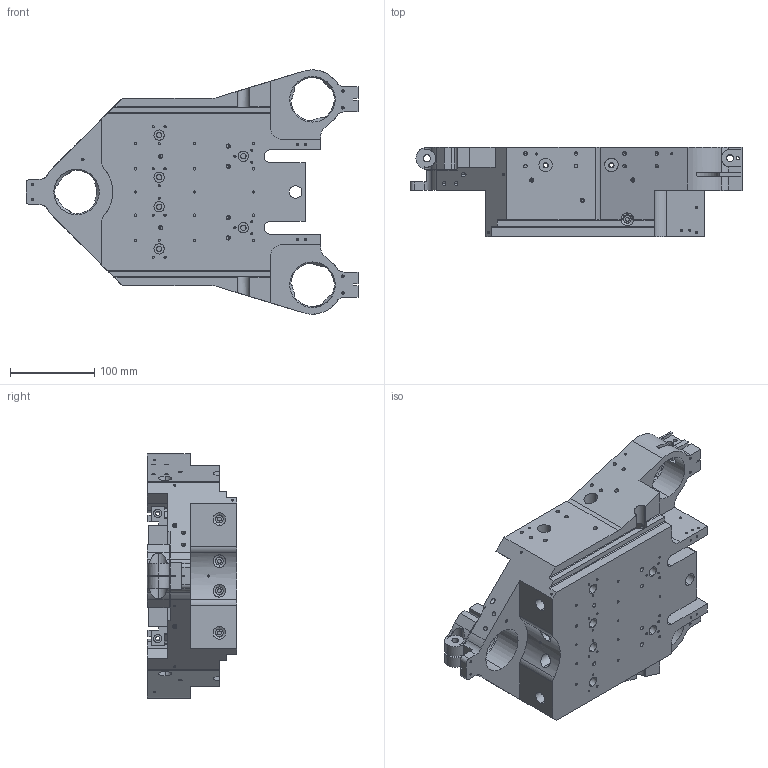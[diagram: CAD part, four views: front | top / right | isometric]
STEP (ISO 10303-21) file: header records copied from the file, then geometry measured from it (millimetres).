
FILE_DESCRIPTION (( 'STEP AP203' ), '1' );
FILE_NAME ('00221450_schematic.STEP', '2021-11-16T10:15:57', ( 'uesrf' ), ( '' ), 'SwSTEP 2.0', 'SolidWorks 2019', '' );
FILE_SCHEMA (( 'CONFIG_CONTROL_DESIGN' ));
Products named in the file (1): 00221450_schematic
Bounding box: 394 x 106 x 290 mm (x, y, z)
Volume: 3450687.8 mm3; surface area: 645074.4 mm2
Topology: 11 solids, 11 shells, 3199 faces, 9106 edges, 5805 vertices
Faces by surface type: cylinder 1754, plane 1094, cone 308, bspline 27, torus 16
Entity records: 110156 total; most frequent: CARTESIAN_POINT 24830, DIRECTION 18266, ORIENTED_EDGE 17876, EDGE_CURVE 8938, AXIS2_PLACEMENT_3D 6756, VERTEX_POINT 5805, LINE 4754, VECTOR 4754
